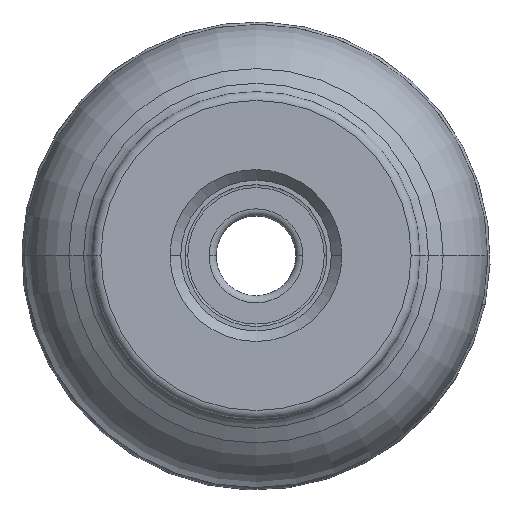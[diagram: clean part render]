
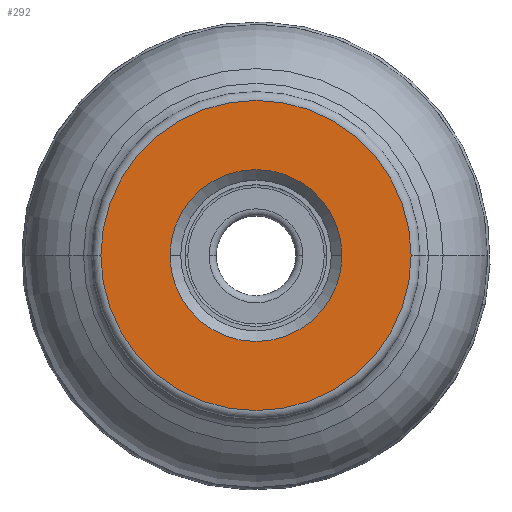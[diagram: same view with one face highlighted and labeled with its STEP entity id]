
A CAD part, top view. The second image highlights one B-rep face of the part: STEP entity #292.
In plain terms, the highlighted planar face has unit normal (0, 0, 1).
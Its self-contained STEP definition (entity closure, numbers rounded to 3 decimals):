
#65=PLANE('',#2609);
#73=FACE_BOUND('',#588,.T.);
#74=FACE_BOUND('',#589,.T.);
#292=ADVANCED_FACE('',(#73,#74),#65,.T.);
#588=EDGE_LOOP('',(#1037,#1038));
#589=EDGE_LOOP('',(#1039,#1040,#1041,#1042));
#1037=ORIENTED_EDGE('',*,*,#1657,.T.);
#1038=ORIENTED_EDGE('',*,*,#1661,.T.);
#1039=ORIENTED_EDGE('',*,*,#1662,.T.);
#1040=ORIENTED_EDGE('',*,*,#1663,.T.);
#1041=ORIENTED_EDGE('',*,*,#1664,.T.);
#1042=ORIENTED_EDGE('',*,*,#1665,.T.);
#1377=VERTEX_POINT('',#5594);
#1378=VERTEX_POINT('',#5596);
#1380=VERTEX_POINT('',#5605);
#1381=VERTEX_POINT('',#5606);
#1382=VERTEX_POINT('',#5608);
#1383=VERTEX_POINT('',#5610);
#1657=EDGE_CURVE('',#1378,#1377,#2039,.T.);
#1661=EDGE_CURVE('',#1377,#1378,#2043,.T.);
#1662=EDGE_CURVE('',#1380,#1381,#2044,.T.);
#1663=EDGE_CURVE('',#1381,#1382,#2045,.T.);
#1664=EDGE_CURVE('',#1382,#1383,#2046,.T.);
#1665=EDGE_CURVE('',#1383,#1380,#2047,.T.);
#2039=CIRCLE('',#2598,17.5);
#2043=CIRCLE('',#2603,17.5);
#2044=CIRCLE('',#2605,9.7);
#2045=CIRCLE('',#2606,9.7);
#2046=CIRCLE('',#2607,9.7);
#2047=CIRCLE('',#2608,9.7);
#2598=AXIS2_PLACEMENT_3D('',#5595,#3175,#3176);
#2603=AXIS2_PLACEMENT_3D('',#5602,#3185,#3186);
#2605=AXIS2_PLACEMENT_3D('',#5604,#3189,#3190);
#2606=AXIS2_PLACEMENT_3D('',#5607,#3191,#3192);
#2607=AXIS2_PLACEMENT_3D('',#5609,#3193,#3194);
#2608=AXIS2_PLACEMENT_3D('',#5611,#3195,#3196);
#2609=AXIS2_PLACEMENT_3D('',#5612,#3197,#3198);
#3175=DIRECTION('',(0.,0.,1.));
#3176=DIRECTION('',(1.,0.,0.));
#3185=DIRECTION('',(0.,0.,1.));
#3186=DIRECTION('',(-1.,0.,0.));
#3189=DIRECTION('',(0.,0.,-1.));
#3190=DIRECTION('',(0.,-1.,0.));
#3191=DIRECTION('',(0.,0.,-1.));
#3192=DIRECTION('',(-1.,0.,0.));
#3193=DIRECTION('',(0.,0.,-1.));
#3194=DIRECTION('',(0.,1.,0.));
#3195=DIRECTION('',(0.,0.,-1.));
#3196=DIRECTION('',(1.,0.,0.));
#3197=DIRECTION('',(0.,0.,1.));
#3198=DIRECTION('',(-1.,0.,0.));
#5594=CARTESIAN_POINT('',(-17.5,0.,0.));
#5595=CARTESIAN_POINT('',(0.,0.,0.));
#5596=CARTESIAN_POINT('',(17.5,0.,0.));
#5602=CARTESIAN_POINT('',(0.,0.,0.));
#5604=CARTESIAN_POINT('',(0.,0.,0.));
#5605=CARTESIAN_POINT('',(0.,-9.7,0.));
#5606=CARTESIAN_POINT('',(-9.7,0.,0.));
#5607=CARTESIAN_POINT('',(0.,0.,0.));
#5608=CARTESIAN_POINT('',(0.,9.7,0.));
#5609=CARTESIAN_POINT('',(0.,0.,0.));
#5610=CARTESIAN_POINT('',(9.7,0.,0.));
#5611=CARTESIAN_POINT('',(0.,0.,0.));
#5612=CARTESIAN_POINT('',(0.,0.,0.));
